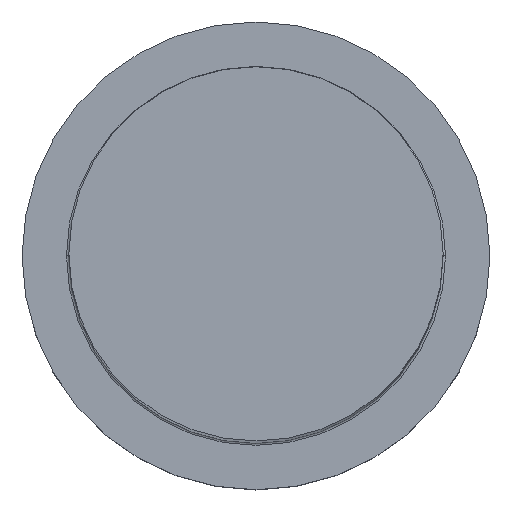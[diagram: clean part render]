
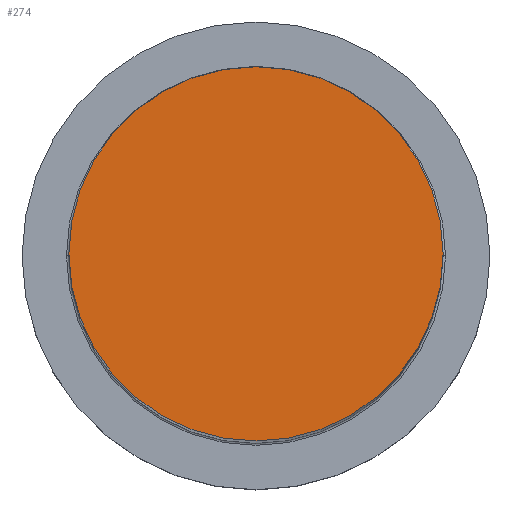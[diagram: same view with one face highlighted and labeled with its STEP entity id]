
A CAD part, top view. The second image highlights one B-rep face of the part: STEP entity #274.
In plain terms, the highlighted planar face has unit normal (0, 0, 1).
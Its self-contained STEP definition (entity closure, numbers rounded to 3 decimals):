
#22 = DIRECTION ( 'NONE',  ( 1., 0., 0. ) ) ;
#36 = EDGE_LOOP ( 'NONE', ( #201, #286 ) ) ;
#44 = DIRECTION ( 'NONE',  ( 0., 0., 1. ) ) ;
#46 = CARTESIAN_POINT ( 'NONE',  ( -16., 0., 110. ) ) ;
#48 = EDGE_CURVE ( 'NONE', #307, #221, #68, .T. ) ;
#68 = CIRCLE ( 'NONE', #298, 16. ) ;
#72 = FACE_OUTER_BOUND ( 'NONE', #36, .T. ) ;
#91 = AXIS2_PLACEMENT_3D ( 'NONE', #93, #44, #22 ) ;
#92 = DIRECTION ( 'NONE',  ( 1., 0., 0. ) ) ;
#93 = CARTESIAN_POINT ( 'NONE',  ( 0., 0., 110. ) ) ;
#119 = CARTESIAN_POINT ( 'NONE',  ( 0., 0., 110. ) ) ;
#120 = CARTESIAN_POINT ( 'NONE',  ( 0., 0., 110. ) ) ;
#140 = PLANE ( 'NONE',  #288 ) ;
#196 = EDGE_CURVE ( 'NONE', #221, #307, #271, .T. ) ;
#201 = ORIENTED_EDGE ( 'NONE', *, *, #48, .T. ) ;
#221 = VERTEX_POINT ( 'NONE', #280 ) ;
#238 = DIRECTION ( 'NONE',  ( 0., 0., 1. ) ) ;
#271 = CIRCLE ( 'NONE', #91, 16. ) ;
#274 = ADVANCED_FACE ( 'NONE', ( #72 ), #140, .T. ) ;
#280 = CARTESIAN_POINT ( 'NONE',  ( 16., 0., 110. ) ) ;
#281 = DIRECTION ( 'NONE',  ( 0., 0., 1. ) ) ;
#285 = DIRECTION ( 'NONE',  ( 1., 0., 0. ) ) ;
#286 = ORIENTED_EDGE ( 'NONE', *, *, #196, .T. ) ;
#288 = AXIS2_PLACEMENT_3D ( 'NONE', #120, #238, #285 ) ;
#298 = AXIS2_PLACEMENT_3D ( 'NONE', #119, #281, #92 ) ;
#307 = VERTEX_POINT ( 'NONE', #46 ) ;
